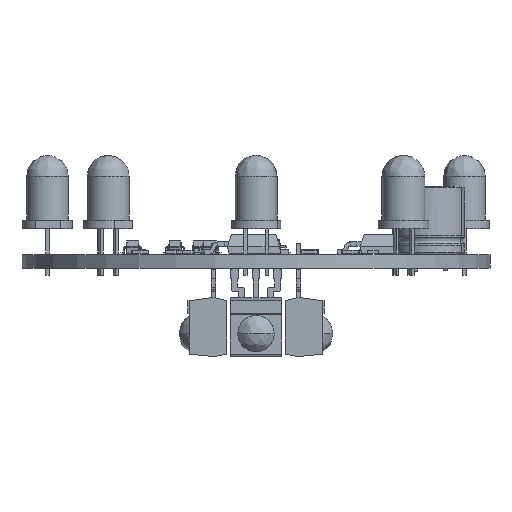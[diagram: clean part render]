
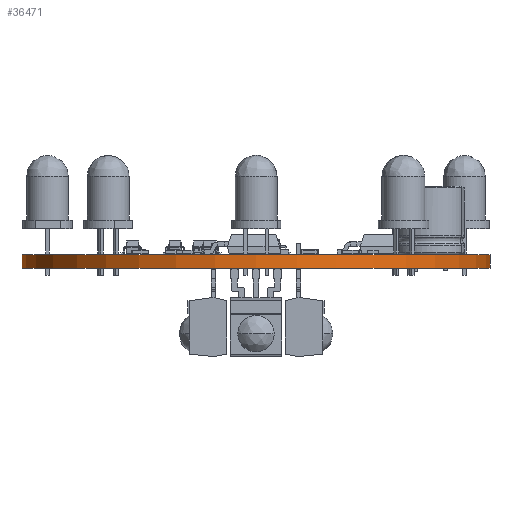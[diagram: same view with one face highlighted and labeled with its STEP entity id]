
A CAD part, front view. The second image highlights one B-rep face of the part: STEP entity #36471.
In plain terms, the highlighted cylindrical face has radius 27.5 mm (diameter 55 mm), a full revolution.
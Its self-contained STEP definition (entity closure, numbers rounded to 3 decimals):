
#36471 = ADVANCED_FACE('',(#36472),#36486,.T.);
#36472 = FACE_BOUND('',#36473,.F.);
#36473 = EDGE_LOOP('',(#36474,#36504,#36531,#36532));
#36474 = ORIENTED_EDGE('',*,*,#36475,.T.);
#36475 = EDGE_CURVE('',#36476,#36478,#36480,.T.);
#36476 = VERTEX_POINT('',#36477);
#36477 = CARTESIAN_POINT('',(167.5,-70.,0.));
#36478 = VERTEX_POINT('',#36479);
#36479 = CARTESIAN_POINT('',(167.5,-70.,1.6));
#36480 = SEAM_CURVE('',#36481,(#36485,#36497),.PCURVE_S1.);
#36481 = LINE('',#36482,#36483);
#36482 = CARTESIAN_POINT('',(167.5,-70.,0.));
#36483 = VECTOR('',#36484,1.);
#36484 = DIRECTION('',(0.,0.,1.));
#36485 = PCURVE('',#36486,#36491);
#36486 = CYLINDRICAL_SURFACE('',#36487,27.5);
#36487 = AXIS2_PLACEMENT_3D('',#36488,#36489,#36490);
#36488 = CARTESIAN_POINT('',(140.,-70.,0.));
#36489 = DIRECTION('',(-0.,-0.,-1.));
#36490 = DIRECTION('',(1.,0.,-0.));
#36491 = DEFINITIONAL_REPRESENTATION('',(#36492),#36496);
#36492 = LINE('',#36493,#36494);
#36493 = CARTESIAN_POINT('',(-0.,0.));
#36494 = VECTOR('',#36495,1.);
#36495 = DIRECTION('',(-0.,-1.));
#36496 = ( GEOMETRIC_REPRESENTATION_CONTEXT(2) 
PARAMETRIC_REPRESENTATION_CONTEXT() REPRESENTATION_CONTEXT('2D SPACE',''
  ) );
#36497 = PCURVE('',#36486,#36498);
#36498 = DEFINITIONAL_REPRESENTATION('',(#36499),#36503);
#36499 = LINE('',#36500,#36501);
#36500 = CARTESIAN_POINT('',(-6.283,0.));
#36501 = VECTOR('',#36502,1.);
#36502 = DIRECTION('',(-0.,-1.));
#36503 = ( GEOMETRIC_REPRESENTATION_CONTEXT(2) 
PARAMETRIC_REPRESENTATION_CONTEXT() REPRESENTATION_CONTEXT('2D SPACE',''
  ) );
#36504 = ORIENTED_EDGE('',*,*,#36505,.T.);
#36505 = EDGE_CURVE('',#36478,#36478,#36506,.T.);
#36506 = SURFACE_CURVE('',#36507,(#36512,#36519),.PCURVE_S1.);
#36507 = CIRCLE('',#36508,27.5);
#36508 = AXIS2_PLACEMENT_3D('',#36509,#36510,#36511);
#36509 = CARTESIAN_POINT('',(140.,-70.,1.6));
#36510 = DIRECTION('',(0.,0.,1.));
#36511 = DIRECTION('',(1.,0.,-0.));
#36512 = PCURVE('',#36486,#36513);
#36513 = DEFINITIONAL_REPRESENTATION('',(#36514),#36518);
#36514 = LINE('',#36515,#36516);
#36515 = CARTESIAN_POINT('',(-0.,-1.6));
#36516 = VECTOR('',#36517,1.);
#36517 = DIRECTION('',(-1.,0.));
#36518 = ( GEOMETRIC_REPRESENTATION_CONTEXT(2) 
PARAMETRIC_REPRESENTATION_CONTEXT() REPRESENTATION_CONTEXT('2D SPACE',''
  ) );
#36519 = PCURVE('',#36520,#36525);
#36520 = PLANE('',#36521);
#36521 = AXIS2_PLACEMENT_3D('',#36522,#36523,#36524);
#36522 = CARTESIAN_POINT('',(140.,-70.,1.6));
#36523 = DIRECTION('',(0.,0.,1.));
#36524 = DIRECTION('',(1.,0.,-0.));
#36525 = DEFINITIONAL_REPRESENTATION('',(#36526),#36530);
#36526 = CIRCLE('',#36527,27.5);
#36527 = AXIS2_PLACEMENT_2D('',#36528,#36529);
#36528 = CARTESIAN_POINT('',(0.,0.));
#36529 = DIRECTION('',(1.,0.));
#36530 = ( GEOMETRIC_REPRESENTATION_CONTEXT(2) 
PARAMETRIC_REPRESENTATION_CONTEXT() REPRESENTATION_CONTEXT('2D SPACE',''
  ) );
#36531 = ORIENTED_EDGE('',*,*,#36475,.F.);
#36532 = ORIENTED_EDGE('',*,*,#36533,.F.);
#36533 = EDGE_CURVE('',#36476,#36476,#36534,.T.);
#36534 = SURFACE_CURVE('',#36535,(#36540,#36547),.PCURVE_S1.);
#36535 = CIRCLE('',#36536,27.5);
#36536 = AXIS2_PLACEMENT_3D('',#36537,#36538,#36539);
#36537 = CARTESIAN_POINT('',(140.,-70.,0.));
#36538 = DIRECTION('',(0.,0.,1.));
#36539 = DIRECTION('',(1.,0.,-0.));
#36540 = PCURVE('',#36486,#36541);
#36541 = DEFINITIONAL_REPRESENTATION('',(#36542),#36546);
#36542 = LINE('',#36543,#36544);
#36543 = CARTESIAN_POINT('',(-0.,0.));
#36544 = VECTOR('',#36545,1.);
#36545 = DIRECTION('',(-1.,0.));
#36546 = ( GEOMETRIC_REPRESENTATION_CONTEXT(2) 
PARAMETRIC_REPRESENTATION_CONTEXT() REPRESENTATION_CONTEXT('2D SPACE',''
  ) );
#36547 = PCURVE('',#36548,#36553);
#36548 = PLANE('',#36549);
#36549 = AXIS2_PLACEMENT_3D('',#36550,#36551,#36552);
#36550 = CARTESIAN_POINT('',(140.,-70.,0.));
#36551 = DIRECTION('',(0.,0.,1.));
#36552 = DIRECTION('',(1.,0.,-0.));
#36553 = DEFINITIONAL_REPRESENTATION('',(#36554),#36558);
#36554 = CIRCLE('',#36555,27.5);
#36555 = AXIS2_PLACEMENT_2D('',#36556,#36557);
#36556 = CARTESIAN_POINT('',(0.,0.));
#36557 = DIRECTION('',(1.,0.));
#36558 = ( GEOMETRIC_REPRESENTATION_CONTEXT(2) 
PARAMETRIC_REPRESENTATION_CONTEXT() REPRESENTATION_CONTEXT('2D SPACE',''
  ) );
